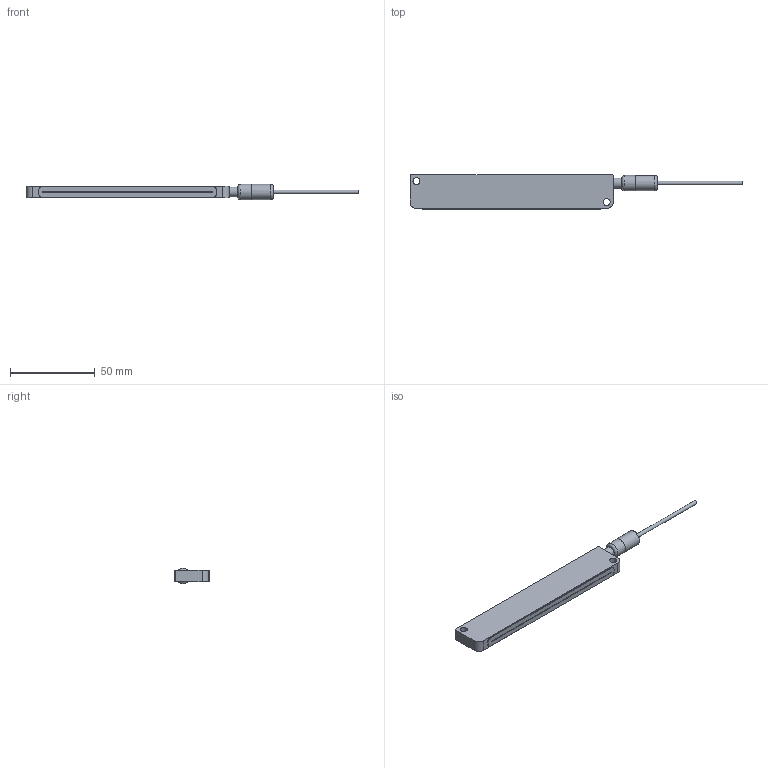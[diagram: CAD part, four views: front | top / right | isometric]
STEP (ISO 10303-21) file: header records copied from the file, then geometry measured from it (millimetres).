
FILE_DESCRIPTION(/* description */ (''),/* implementation_level */ '2;1');
FILE_NAME(/* name */ 'GPF-T021-A100-2.0.stp',/* time_stamp */ '2023-07-07T17:18:38+09:00',/* author */ ('HongYE'),/* organization */ (''),/* preprocessor_version */ 'ST-DEVELOPER v18.1',/* originating_system */ 'Autodesk Inventor 2021',/* authorisation */ '');
FILE_SCHEMA (('AUTOMOTIVE_DESIGN { 1 0 10303 214 3 1 1 }'));
Length unit declared in the file: millimetre
Products named in the file (3): GPF-T021-A100-2.0; GPF-T021-A100-2.0_1; GPF-T021-A100-2.0_2
Assembly tree (2 placements, depth 2):
  GPF-T021-A100-2.0
    GPF-T021-A100-2.0_1
    GPF-T021-A100-2.0_2
Bounding box: 196.1 x 20.5 x 9 mm (x, y, z)
Volume: 18789.5 mm3; surface area: 8367.2 mm2
Topology: 2 solids, 2 shells, 290 faces, 460 edges, 306 vertices
Faces by surface type: plane 144, cylinder 142, torus 2, cone 2
Full cylindrical faces by diameter (mm): 0.28 x126, 2.2 x1, 4.1 x2, 5 x1, 5.8 x1, 7 x1, 9 x2
Entity records: 7092 total; most frequent: DIRECTION 1342, CARTESIAN_POINT 1061, ORIENTED_EDGE 920, AXIS2_PLACEMENT_3D 587, EDGE_CURVE 460, EDGE_LOOP 426, VERTEX_POINT 306, CIRCLE 292
